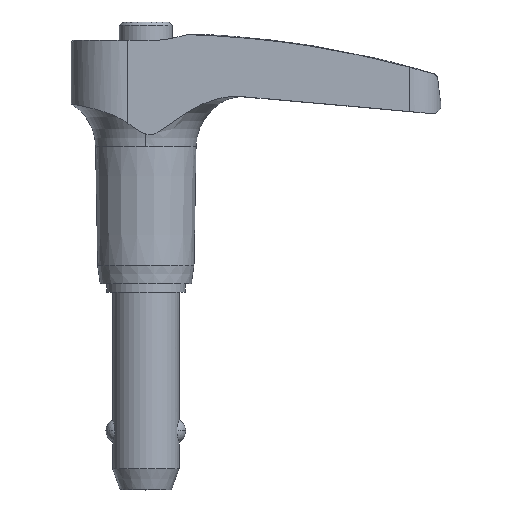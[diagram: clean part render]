
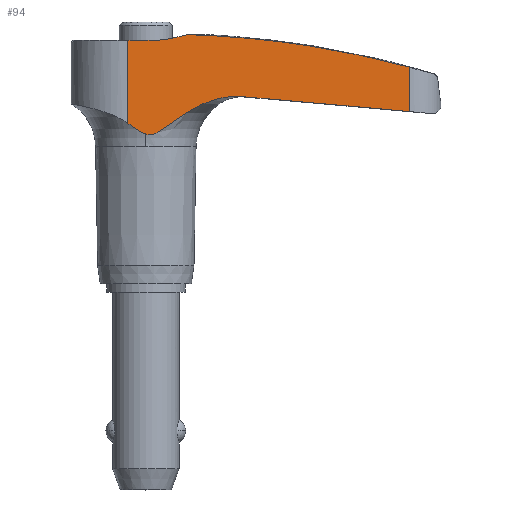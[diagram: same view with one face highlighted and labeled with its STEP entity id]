
A CAD part, top view. The second image highlights one B-rep face of the part: STEP entity #94.
In plain terms, the highlighted planar face has unit normal (0.068, 0, 0.998).
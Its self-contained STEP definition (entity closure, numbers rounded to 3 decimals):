
#94=ADVANCED_FACE('',(#237),#238,.T.);
#237=FACE_OUTER_BOUND('',#429,.T.);
#238=PLANE('',#430);
#429=EDGE_LOOP('',(#648,#649,#650,#651,#652,#653,#654,#655,#656));
#430=AXIS2_PLACEMENT_3D('',#657,#658,#659);
#648=ORIENTED_EDGE('',*,*,#1181,.T.);
#649=ORIENTED_EDGE('',*,*,#1182,.F.);
#650=ORIENTED_EDGE('',*,*,#1150,.T.);
#651=ORIENTED_EDGE('',*,*,#1183,.T.);
#652=ORIENTED_EDGE('',*,*,#1184,.T.);
#653=ORIENTED_EDGE('',*,*,#1185,.T.);
#654=ORIENTED_EDGE('',*,*,#1186,.T.);
#655=ORIENTED_EDGE('',*,*,#1187,.T.);
#656=ORIENTED_EDGE('',*,*,#1188,.T.);
#657=CARTESIAN_POINT('',(14.654,0.0,5.195));
#658=DIRECTION('',(0.068,0.,0.998));
#659=DIRECTION('',(0.998,0.,-0.068));
#1150=EDGE_CURVE('',#1368,#1366,#1369,.T.);
#1181=EDGE_CURVE('',#1424,#1425,#1426,.T.);
#1182=EDGE_CURVE('',#1368,#1425,#1427,.T.);
#1183=EDGE_CURVE('',#1366,#1428,#1429,.T.);
#1184=EDGE_CURVE('',#1428,#1430,#1431,.T.);
#1185=EDGE_CURVE('',#1430,#1432,#1433,.T.);
#1186=EDGE_CURVE('',#1432,#1434,#1435,.T.);
#1187=EDGE_CURVE('',#1434,#1436,#1437,.T.);
#1188=EDGE_CURVE('',#1436,#1424,#1438,.T.);
#1366=VERTEX_POINT('',#1677);
#1368=VERTEX_POINT('',#1679);
#1369=B_SPLINE_CURVE_WITH_KNOTS('',3,(#1680,#1681,#1682,#1683,#1684,#1685,#1686,#1687,#1688,#1689,#1690,#1691),.UNSPECIFIED.,.F.,.F.,(4,2,2,2,2,4),(35.54,36.518,37.569,38.261,38.753,38.998),.UNSPECIFIED.);
#1424=VERTEX_POINT('',#1870);
#1425=VERTEX_POINT('',#1871);
#1426=LINE('',#1872,#1873);
#1427=LINE('',#1874,#1875);
#1428=VERTEX_POINT('',#1876);
#1429=LINE('',#1877,#1878);
#1430=VERTEX_POINT('',#1879);
#1431=B_SPLINE_CURVE_WITH_KNOTS('',3,(#1880,#1881,#1882,#1883,#1884,#1885,#1886,#1887,#1888,#1889,#1890,#1891,#1892,#1893,#1894,#1895,#1896,#1897,#1898,#1899,#1900,#1901,#1902,#1903,#1904,#1905,#1906,#1907,#1908,#1909,#1910,#1911,#1912,#1913),.UNSPECIFIED.,.F.,.F.,(4,2,2,2,2,2,2,2,2,2,2,2,2,2,2,2,4),(40.115,40.363,40.612,40.86,41.108,41.605,42.312,43.397,44.407,45.813,47.219,48.575,49.253,49.932,51.094,52.257,53.447),.UNSPECIFIED.);
#1432=VERTEX_POINT('',#1914);
#1433=(B_SPLINE_CURVE(2,(#1916,#1917,#1918),.UNSPECIFIED.,.F.,.F.)B_SPLINE_CURVE_WITH_KNOTS((3,3),(0.0,63.151),.UNSPECIFIED.)RATIONAL_B_SPLINE_CURVE((1.0,5.195,1.0))BOUNDED_CURVE()REPRESENTATION_ITEM('')GEOMETRIC_REPRESENTATION_ITEM()CURVE());
#1434=VERTEX_POINT('',#1925);
#1435=LINE('',#1926,#1927);
#1436=VERTEX_POINT('',#1928);
#1437=B_SPLINE_CURVE_WITH_KNOTS('',3,(#1929,#1930,#1931,#1932,#1933,#1934,#1935,#1936,#1937,#1938,#1939,#1940,#1941,#1942,#1943,#1944),.UNSPECIFIED.,.F.,.F.,(4,2,2,2,2,2,2,4),(301.19,307.013,312.836,318.66,324.483,330.306,336.129,341.952),.UNSPECIFIED.);
#1438=CIRCLE('',#1945,14.625);
#1677=CARTESIAN_POINT('',(0.,18.892,6.19));
#1679=CARTESIAN_POINT('',(-2.143,20.158,6.335));
#1680=CARTESIAN_POINT('',(-2.967,20.742,6.391));
#1681=CARTESIAN_POINT('',(-2.699,20.557,6.373));
#1682=CARTESIAN_POINT('',(-2.381,20.329,6.352));
#1683=CARTESIAN_POINT('',(-1.833,19.935,6.314));
#1684=CARTESIAN_POINT('',(-1.492,19.69,6.291));
#1685=CARTESIAN_POINT('',(-1.008,19.37,6.258));
#1686=CARTESIAN_POINT('',(-0.773,19.224,6.242));
#1687=CARTESIAN_POINT('',(-0.423,19.043,6.219));
#1688=CARTESIAN_POINT('',(-0.259,18.969,6.208));
#1689=CARTESIAN_POINT('',(-0.005,18.891,6.19));
#1690=CARTESIAN_POINT('',(0.081,18.871,6.184));
#1691=CARTESIAN_POINT('',(0.166,18.857,6.179));
#1870=CARTESIAN_POINT('',(-0.991,30.09,6.257));
#1871=CARTESIAN_POINT('',(-2.143,30.09,6.335));
#1872=CARTESIAN_POINT('',(7.787,30.09,5.661));
#1873=VECTOR('',#3010,1.0);
#1874=CARTESIAN_POINT('',(-2.143,0.0,6.335));
#1875=VECTOR('',#3011,1.0);
#1876=CARTESIAN_POINT('',(0.,18.821,6.19));
#1877=CARTESIAN_POINT('',(0.0,12.338,6.19));
#1878=VECTOR('',#3012,1.0);
#1879=CARTESIAN_POINT('',(11.406,23.339,5.416));
#1880=CARTESIAN_POINT('',(-0.095,18.848,6.196));
#1881=CARTESIAN_POINT('',(-0.009,18.821,6.191));
#1882=CARTESIAN_POINT('',(0.078,18.8,6.185));
#1883=CARTESIAN_POINT('',(0.25,18.772,6.173));
#1884=CARTESIAN_POINT('',(0.336,18.765,6.167));
#1885=CARTESIAN_POINT('',(0.501,18.765,6.156));
#1886=CARTESIAN_POINT('',(0.587,18.772,6.15));
#1887=CARTESIAN_POINT('',(0.759,18.8,6.138));
#1888=CARTESIAN_POINT('',(0.846,18.821,6.132));
#1889=CARTESIAN_POINT('',(1.102,18.902,6.115));
#1890=CARTESIAN_POINT('',(1.267,18.978,6.104));
#1891=CARTESIAN_POINT('',(1.621,19.165,6.08));
#1892=CARTESIAN_POINT('',(1.859,19.317,6.064));
#1893=CARTESIAN_POINT('',(2.353,19.652,6.03));
#1894=CARTESIAN_POINT('',(2.701,19.909,6.007));
#1895=CARTESIAN_POINT('',(3.263,20.322,5.968));
#1896=CARTESIAN_POINT('',(3.589,20.561,5.946));
#1897=CARTESIAN_POINT('',(4.246,21.025,5.902));
#1898=CARTESIAN_POINT('',(4.672,21.313,5.873));
#1899=CARTESIAN_POINT('',(5.55,21.848,5.813));
#1900=CARTESIAN_POINT('',(6.,22.094,5.783));
#1901=CARTESIAN_POINT('',(6.828,22.493,5.726));
#1902=CARTESIAN_POINT('',(7.285,22.686,5.695));
#1903=CARTESIAN_POINT('',(7.987,22.925,5.648));
#1904=CARTESIAN_POINT('',(8.224,22.996,5.632));
#1905=CARTESIAN_POINT('',(8.692,23.119,5.6));
#1906=CARTESIAN_POINT('',(8.922,23.171,5.584));
#1907=CARTESIAN_POINT('',(9.524,23.284,5.543));
#1908=CARTESIAN_POINT('',(9.945,23.337,5.515));
#1909=CARTESIAN_POINT('',(10.791,23.376,5.457));
#1910=CARTESIAN_POINT('',(11.215,23.362,5.429));
#1911=CARTESIAN_POINT('',(11.993,23.278,5.376));
#1912=CARTESIAN_POINT('',(12.421,23.2,5.347));
#1913=CARTESIAN_POINT('',(12.836,23.081,5.318));
#1914=CARTESIAN_POINT('',(31.451,21.561,4.055));
#1916=CARTESIAN_POINT('',(-30.992,21.526,8.294));
#1917=CARTESIAN_POINT('',(0.418,24.405,6.162));
#1918=CARTESIAN_POINT('',(31.829,21.526,4.029));
#1925=CARTESIAN_POINT('',(31.451,26.858,4.055));
#1926=CARTESIAN_POINT('',(31.451,0.0,4.055));
#1927=VECTOR('',#3013,1.0);
#1928=CARTESIAN_POINT('',(4.934,30.74,5.855));
#1929=CARTESIAN_POINT('',(37.043,25.188,3.675));
#1930=CARTESIAN_POINT('',(35.079,25.83,3.808));
#1931=CARTESIAN_POINT('',(33.077,26.425,3.944));
#1932=CARTESIAN_POINT('',(29.022,27.506,4.22));
#1933=CARTESIAN_POINT('',(26.97,27.992,4.359));
#1934=CARTESIAN_POINT('',(22.84,28.848,4.639));
#1935=CARTESIAN_POINT('',(20.761,29.217,4.78));
#1936=CARTESIAN_POINT('',(16.607,29.837,5.062));
#1937=CARTESIAN_POINT('',(14.531,30.087,5.203));
#1938=CARTESIAN_POINT('',(10.411,30.471,5.483));
#1939=CARTESIAN_POINT('',(8.366,30.605,5.622));
#1940=CARTESIAN_POINT('',(4.338,30.773,5.895));
#1941=CARTESIAN_POINT('',(2.355,30.807,6.03));
#1942=CARTESIAN_POINT('',(-1.518,30.807,6.293));
#1943=CARTESIAN_POINT('',(-3.501,30.773,6.428));
#1944=CARTESIAN_POINT('',(-5.515,30.689,6.564));
#1945=AXIS2_PLACEMENT_3D('',#3014,#3015,#3016);
#3010=DIRECTION('',(-0.998,0.,0.068));
#3011=DIRECTION('',(0.0,1.0,0.));
#3012=DIRECTION('',(0.,-1.0,0.));
#3013=DIRECTION('',(0.0,1.0,0.));
#3014=CARTESIAN_POINT('',(0.418,44.647,6.162));
#3015=DIRECTION('',(-0.068,0.,-0.998));
#3016=DIRECTION('',(0.,1.0,0.));
